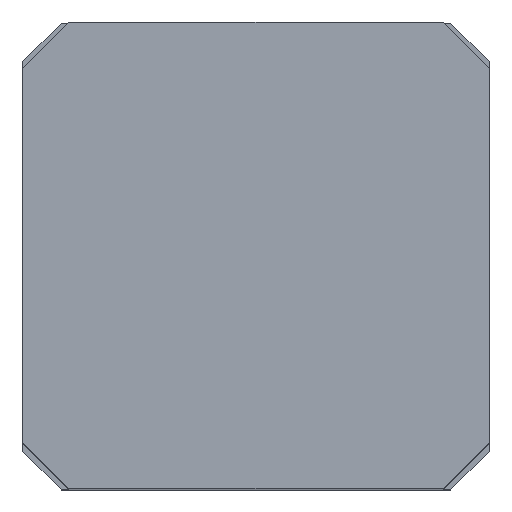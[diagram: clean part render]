
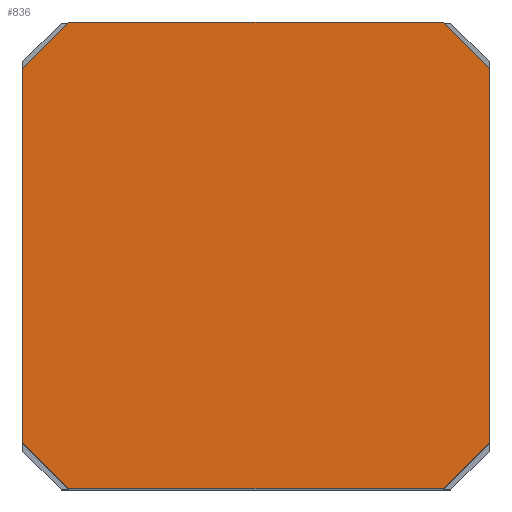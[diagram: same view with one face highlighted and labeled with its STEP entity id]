
A CAD part, top view. The second image highlights one B-rep face of the part: STEP entity #836.
In plain terms, the highlighted planar face has unit normal (0, 0, 1).
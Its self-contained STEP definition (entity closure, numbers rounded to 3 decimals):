
#35 = CARTESIAN_POINT ( 'NONE',  ( 12.15, -15.15, 51. ) ) ;
#76 = DIRECTION ( 'NONE',  ( 0.707, 0.707, 0. ) ) ;
#80 = VECTOR ( 'NONE', #773, 1000. ) ;
#82 = CARTESIAN_POINT ( 'NONE',  ( 0., 0., 51. ) ) ;
#87 = DIRECTION ( 'NONE',  ( -0.707, 0.707, 0. ) ) ;
#89 = EDGE_CURVE ( 'NONE', #189, #581, #362, .T. ) ;
#96 = LINE ( 'NONE', #630, #459 ) ;
#99 = CARTESIAN_POINT ( 'NONE',  ( -15.15, 12.15, 51. ) ) ;
#120 = CARTESIAN_POINT ( 'NONE',  ( -12.15, 15.15, 51. ) ) ;
#148 = CARTESIAN_POINT ( 'NONE',  ( -15.15, -15.15, 51. ) ) ;
#150 = EDGE_CURVE ( 'NONE', #529, #408, #323, .T. ) ;
#156 = DIRECTION ( 'NONE',  ( 0., -1., 0. ) ) ;
#162 = VECTOR ( 'NONE', #554, 1000. ) ;
#172 = EDGE_CURVE ( 'NONE', #408, #189, #917, .T. ) ;
#180 = VERTEX_POINT ( 'NONE', #769 ) ;
#189 = VERTEX_POINT ( 'NONE', #99 ) ;
#205 = ORIENTED_EDGE ( 'NONE', *, *, #496, .T. ) ;
#225 = EDGE_CURVE ( 'NONE', #537, #642, #923, .T. ) ;
#235 = DIRECTION ( 'NONE',  ( 0.707, -0.707, 0. ) ) ;
#298 = LINE ( 'NONE', #751, #607 ) ;
#306 = ORIENTED_EDGE ( 'NONE', *, *, #786, .T. ) ;
#323 = LINE ( 'NONE', #403, #80 ) ;
#328 = CARTESIAN_POINT ( 'NONE',  ( 15.15, 15.15, 51. ) ) ;
#335 = AXIS2_PLACEMENT_3D ( 'NONE', #82, #970, #532 ) ;
#362 = LINE ( 'NONE', #376, #866 ) ;
#376 = CARTESIAN_POINT ( 'NONE',  ( -15.15, 15.15, 51. ) ) ;
#403 = CARTESIAN_POINT ( 'NONE',  ( -15.15, 15.15, 51. ) ) ;
#408 = VERTEX_POINT ( 'NONE', #120 ) ;
#409 = VERTEX_POINT ( 'NONE', #35 ) ;
#429 = ORIENTED_EDGE ( 'NONE', *, *, #454, .T. ) ;
#454 = EDGE_CURVE ( 'NONE', #180, #409, #671, .T. ) ;
#459 = VECTOR ( 'NONE', #87, 1000. ) ;
#496 = EDGE_CURVE ( 'NONE', #581, #180, #604, .T. ) ;
#505 = VECTOR ( 'NONE', #961, 1000. ) ;
#529 = VERTEX_POINT ( 'NONE', #833 ) ;
#531 = ORIENTED_EDGE ( 'NONE', *, *, #150, .T. ) ;
#532 = DIRECTION ( 'NONE',  ( 1., 0., 0. ) ) ;
#537 = VERTEX_POINT ( 'NONE', #612 ) ;
#554 = DIRECTION ( 'NONE',  ( -0.707, -0.707, 0. ) ) ;
#576 = ORIENTED_EDGE ( 'NONE', *, *, #172, .T. ) ;
#581 = VERTEX_POINT ( 'NONE', #848 ) ;
#604 = LINE ( 'NONE', #901, #653 ) ;
#607 = VECTOR ( 'NONE', #76, 1000. ) ;
#612 = CARTESIAN_POINT ( 'NONE',  ( 15.15, -12.15, 51. ) ) ;
#613 = DIRECTION ( 'NONE',  ( 0., 1., 0. ) ) ;
#626 = ORIENTED_EDGE ( 'NONE', *, *, #907, .T. ) ;
#630 = CARTESIAN_POINT ( 'NONE',  ( 13.65, 13.65, 51. ) ) ;
#642 = VERTEX_POINT ( 'NONE', #861 ) ;
#653 = VECTOR ( 'NONE', #235, 1000. ) ;
#670 = FACE_OUTER_BOUND ( 'NONE', #959, .T. ) ;
#671 = LINE ( 'NONE', #148, #505 ) ;
#679 = PLANE ( 'NONE',  #335 ) ;
#724 = ORIENTED_EDGE ( 'NONE', *, *, #89, .T. ) ;
#751 = CARTESIAN_POINT ( 'NONE',  ( 13.65, -13.65, 51. ) ) ;
#769 = CARTESIAN_POINT ( 'NONE',  ( -12.15, -15.15, 51. ) ) ;
#773 = DIRECTION ( 'NONE',  ( -1., 0., 0. ) ) ;
#786 = EDGE_CURVE ( 'NONE', #409, #537, #298, .T. ) ;
#833 = CARTESIAN_POINT ( 'NONE',  ( 12.15, 15.15, 51. ) ) ;
#836 = ADVANCED_FACE ( 'NONE', ( #670 ), #679, .T. ) ;
#848 = CARTESIAN_POINT ( 'NONE',  ( -15.15, -12.15, 51. ) ) ;
#851 = ORIENTED_EDGE ( 'NONE', *, *, #225, .T. ) ;
#854 = CARTESIAN_POINT ( 'NONE',  ( -13.65, 13.65, 51. ) ) ;
#855 = VECTOR ( 'NONE', #613, 1000. ) ;
#861 = CARTESIAN_POINT ( 'NONE',  ( 15.15, 12.15, 51. ) ) ;
#866 = VECTOR ( 'NONE', #156, 1000. ) ;
#901 = CARTESIAN_POINT ( 'NONE',  ( -13.65, -13.65, 51. ) ) ;
#907 = EDGE_CURVE ( 'NONE', #642, #529, #96, .T. ) ;
#917 = LINE ( 'NONE', #854, #162 ) ;
#923 = LINE ( 'NONE', #328, #855 ) ;
#959 = EDGE_LOOP ( 'NONE', ( #724, #205, #429, #306, #851, #626, #531, #576 ) ) ;
#961 = DIRECTION ( 'NONE',  ( 1., 0., 0. ) ) ;
#970 = DIRECTION ( 'NONE',  ( 0., 0., 1. ) ) ;
